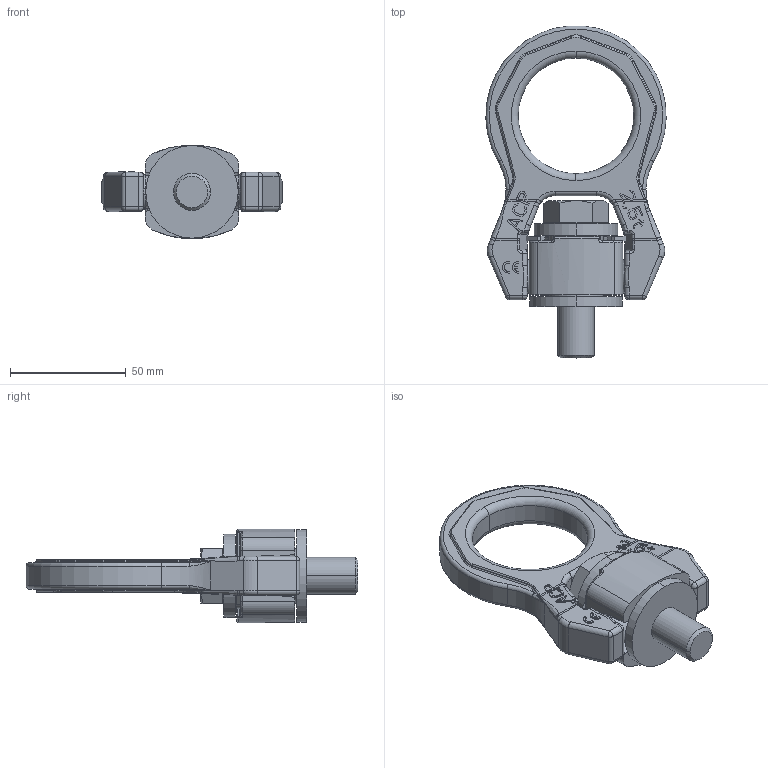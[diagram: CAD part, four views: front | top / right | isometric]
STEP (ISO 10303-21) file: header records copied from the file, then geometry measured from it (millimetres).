
FILE_DESCRIPTION((''),'2;1');
FILE_NAME('001-M35812-P-1_ASM','2019-02-27T',('anja.joas'),(''),'PRO/ENGINEER BY PARAMETRIC TECHNOLOGY CORPORATION, 2011490','PRO/ENGINEER BY PARAMETRIC TECHNOLOGY CORPORATION, 2011490','');
FILE_SCHEMA(('CONFIG_CONTROL_DESIGN'));
Length unit declared in the file: millimetre
Products named in the file (5): 001-M35812-P-20; 001-M35812-P-60; 001-M35812-P-10; 001-M34900-P-1; 001-M35812-P-1_ASM
Assembly tree (4 placements, depth 2):
  001-M35812-P-1_ASM
    001-M35812-P-20
    001-M35812-P-60
    001-M35812-P-10
    001-M34900-P-1
Bounding box: 77.97 x 143.54 x 40.4 mm (x, y, z)
Volume: 111486.2 mm3; surface area: 37079.5 mm2
Topology: 5 solids, 5 shells, 887 faces, 2289 edges, 1434 vertices
Faces by surface type: plane 503, cylinder 206, bspline 90, torus 70, sphere 9, cone 8, extrusion 1
Entity records: 31501 total; most frequent: CARTESIAN_POINT 10279, ORIENTED_EDGE 4578, DIRECTION 4150, EDGE_CURVE 2289, VECTOR 1550, LINE 1549, VERTEX_POINT 1434, AXIS2_PLACEMENT_3D 1300
